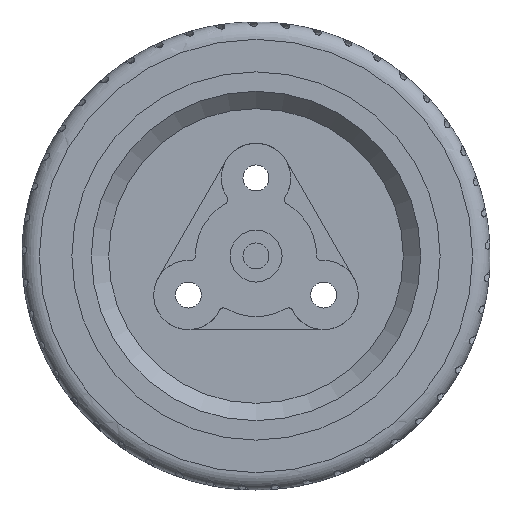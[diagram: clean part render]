
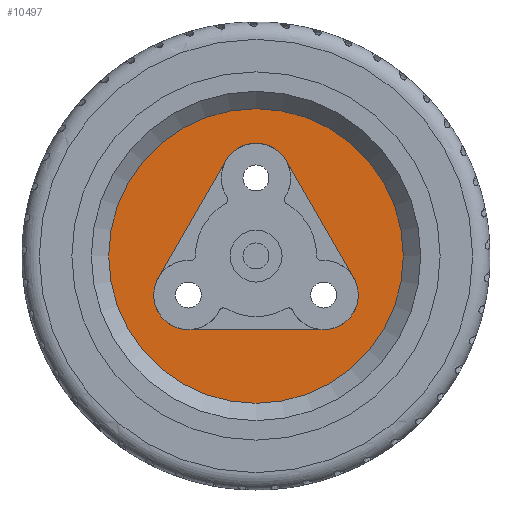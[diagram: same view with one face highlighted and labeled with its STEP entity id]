
A CAD part, front view. The second image highlights one B-rep face of the part: STEP entity #10497.
In plain terms, the highlighted planar face has unit normal (0, -1, 0).
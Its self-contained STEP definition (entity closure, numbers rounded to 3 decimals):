
#123=FACE_BOUND('',#1643,.T.);
#124=FACE_BOUND('',#1644,.T.);
#125=FACE_BOUND('',#1645,.T.);
#126=FACE_BOUND('',#1646,.T.);
#143=PLANE('',#11645);
#1052=FACE_OUTER_BOUND('',#1642,.T.);
#1642=EDGE_LOOP('',(#9564));
#1643=EDGE_LOOP('',(#9565));
#1644=EDGE_LOOP('',(#9566));
#1645=EDGE_LOOP('',(#9567));
#1646=EDGE_LOOP('',(#9568));
#3322=CIRCLE('',#11622,17.);
#3329=CIRCLE('',#11635,1.5);
#3331=CIRCLE('',#11638,1.5);
#3333=CIRCLE('',#11641,1.5);
#3335=CIRCLE('',#11644,4.5);
#4468=VERTEX_POINT('',#32438);
#4475=VERTEX_POINT('',#32462);
#4477=VERTEX_POINT('',#32468);
#4479=VERTEX_POINT('',#32474);
#4481=VERTEX_POINT('',#32480);
#6166=EDGE_CURVE('',#4468,#4468,#3322,.T.);
#6177=EDGE_CURVE('',#4475,#4475,#3329,.T.);
#6180=EDGE_CURVE('',#4477,#4477,#3331,.T.);
#6183=EDGE_CURVE('',#4479,#4479,#3333,.T.);
#6186=EDGE_CURVE('',#4481,#4481,#3335,.T.);
#9564=ORIENTED_EDGE('',*,*,#6166,.T.);
#9565=ORIENTED_EDGE('',*,*,#6186,.T.);
#9566=ORIENTED_EDGE('',*,*,#6183,.T.);
#9567=ORIENTED_EDGE('',*,*,#6180,.T.);
#9568=ORIENTED_EDGE('',*,*,#6177,.T.);
#10497=ADVANCED_FACE('',(#1052,#123,#124,#125,#126),#143,.T.);
#11622=AXIS2_PLACEMENT_3D('',#32440,#13840,#13841);
#11635=AXIS2_PLACEMENT_3D('',#32464,#13870,#13871);
#11638=AXIS2_PLACEMENT_3D('',#32470,#13877,#13878);
#11641=AXIS2_PLACEMENT_3D('',#32476,#13884,#13885);
#11644=AXIS2_PLACEMENT_3D('',#32482,#13891,#13892);
#11645=AXIS2_PLACEMENT_3D('',#32483,#13893,#13894);
#13840=DIRECTION('center_axis',(0.,-1.,0.));
#13841=DIRECTION('ref_axis',(1.,0.,0.));
#13870=DIRECTION('center_axis',(0.,1.,0.));
#13871=DIRECTION('ref_axis',(1.,0.,0.));
#13877=DIRECTION('center_axis',(0.,1.,0.));
#13878=DIRECTION('ref_axis',(1.,0.,0.));
#13884=DIRECTION('center_axis',(0.,1.,0.));
#13885=DIRECTION('ref_axis',(1.,0.,0.));
#13891=DIRECTION('center_axis',(0.,1.,0.));
#13892=DIRECTION('ref_axis',(1.,0.,0.));
#13893=DIRECTION('center_axis',(0.,-1.,0.));
#13894=DIRECTION('ref_axis',(1.,0.,0.));
#32438=CARTESIAN_POINT('',(-17.,1.75,0.));
#32440=CARTESIAN_POINT('Origin',(0.,1.75,0.));
#32462=CARTESIAN_POINT('',(-9.294,1.75,-4.5));
#32464=CARTESIAN_POINT('Origin',(-7.794,1.75,-4.5));
#32468=CARTESIAN_POINT('',(-1.5,1.75,9.));
#32470=CARTESIAN_POINT('Origin',(0.,1.75,9.));
#32474=CARTESIAN_POINT('',(6.294,1.75,-4.5));
#32476=CARTESIAN_POINT('Origin',(7.794,1.75,-4.5));
#32480=CARTESIAN_POINT('',(-4.5,1.75,0.));
#32482=CARTESIAN_POINT('Origin',(0.,1.75,0.));
#32483=CARTESIAN_POINT('Origin',(0.,1.75,0.));
